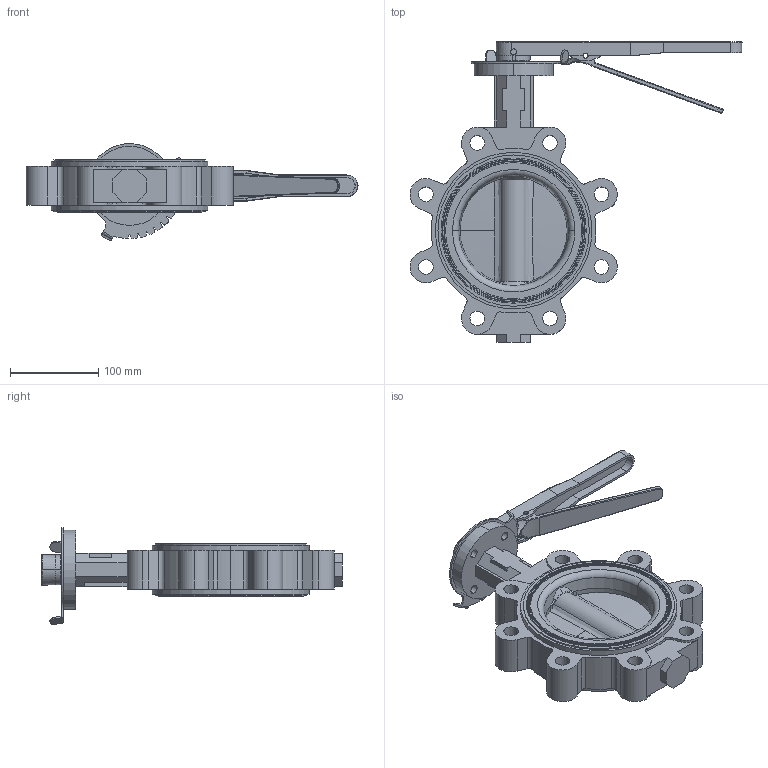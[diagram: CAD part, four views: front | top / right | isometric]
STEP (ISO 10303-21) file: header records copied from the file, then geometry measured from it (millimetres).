
FILE_DESCRIPTION (( 'STEP AP214' ), '1' );
FILE_NAME ('NS-0500-LUG-HANDLE.step', '2019-03-07T20:51:34', ( '' ), ( '' ), 'SwSTEP 2.0', 'SolidWorks 2019', '' );
FILE_SCHEMA (( 'AUTOMOTIVE_DESIGN' ));
Length unit declared in the file: inch
Products named in the file (1): NS-0500-LUG-HANDLE
Bounding box: 377.25 x 341.94 x 110.01 mm (x, y, z)
Surface area: 255250.9 mm2 (no closed solid volume)
Topology: 0 solids, 30 shells, 460 faces, 1693 edges, 1234 vertices
Faces by surface type: cylinder 195, plane 170, bspline 36, torus 34, cone 23, sphere 2
Entity records: 31072 total; most frequent: CARTESIAN_POINT 11227, ORIENTED_EDGE 2767, DIRECTION 2727, EDGE_CURVE 1689, VERTEX_POINT 1233, AXIS2_PLACEMENT_3D 962, VECTOR 803, LINE 803
